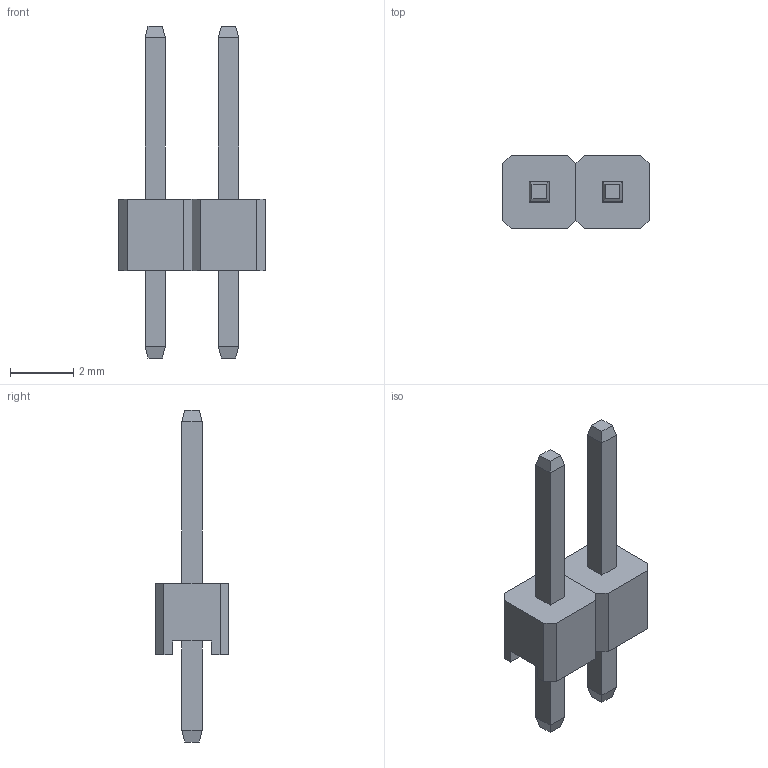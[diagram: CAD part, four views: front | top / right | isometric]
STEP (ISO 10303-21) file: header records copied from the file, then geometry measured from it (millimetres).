
FILE_DESCRIPTION(/* description */ (''),/* implementation_level */ '2;1');
FILE_NAME(/* name */ 'Pin1X2.step',/* time_stamp */ '2022-10-20T10:56:55+08:00',/* author */ (''),/* organization */ (''),/* preprocessor_version */ 'ST-DEVELOPER v19',/* originating_system */ 'Autodesk Translation Framework v11.7.0.108',/* authorisation */ '');
FILE_SCHEMA (('AUTOMOTIVE_DESIGN { 1 0 10303 214 3 1 1 }'));
Length unit declared in the file: millimetre
Products named in the file (3): H6; HDR-TH_2P-P2.54-V-M-1; COMPOUND (1)
Assembly tree (2 placements, depth 3):
  H6
    HDR-TH_2P-P2.54-V-M-1
      COMPOUND (1)
Bounding box: 4.66 x 2.33 x 10.53 mm (x, y, z)
Volume: 28.4 mm3; surface area: 105.7 mm2
Topology: 2 solids, 2 shells, 402 faces, 1067 edges, 706 vertices
Faces by surface type: plane 276, bspline 126
Entity records: 14755 total; most frequent: CARTESIAN_POINT 4862, ORIENTED_EDGE 2134, DIRECTION 1553, EDGE_CURVE 1067, LINE 815, VECTOR 815, VERTEX_POINT 706, EDGE_LOOP 439
